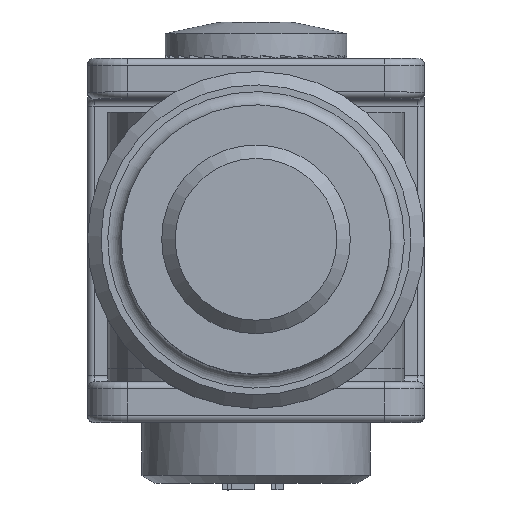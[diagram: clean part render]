
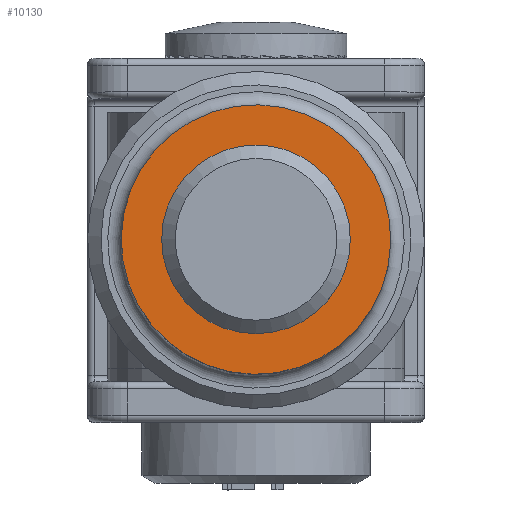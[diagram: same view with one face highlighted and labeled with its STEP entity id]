
A CAD part, top view. The second image highlights one B-rep face of the part: STEP entity #10130.
In plain terms, the highlighted planar face has unit normal (0, 0, 1).
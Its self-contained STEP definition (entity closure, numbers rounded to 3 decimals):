
#254 = DIRECTION ( 'NONE',  ( 1., 0., 0. ) ) ;
#372 = CIRCLE ( 'NONE', #2369, 10. ) ;
#1583 = AXIS2_PLACEMENT_3D ( 'NONE', #9462, #13020, #1902 ) ;
#1902 = DIRECTION ( 'NONE',  ( 1., 0., 0. ) ) ;
#2369 = AXIS2_PLACEMENT_3D ( 'NONE', #6551, #5355, #11481 ) ;
#2955 = VERTEX_POINT ( 'NONE', #13556 ) ;
#4218 = FACE_BOUND ( 'NONE', #11352, .T. ) ;
#4944 = ORIENTED_EDGE ( 'NONE', *, *, #7495, .F. ) ;
#5050 = EDGE_CURVE ( 'NONE', #2955, #2955, #372, .T. ) ;
#5355 = DIRECTION ( 'NONE',  ( 0., 0., 1. ) ) ;
#5416 = FACE_OUTER_BOUND ( 'NONE', #15158, .T. ) ;
#5860 = CIRCLE ( 'NONE', #1583, 6. ) ;
#6551 = CARTESIAN_POINT ( 'NONE',  ( 0., 0., 13. ) ) ;
#7495 = EDGE_CURVE ( 'NONE', #15948, #15948, #5860, .T. ) ;
#8107 = ORIENTED_EDGE ( 'NONE', *, *, #5050, .T. ) ;
#9127 = PLANE ( 'NONE',  #11291 ) ;
#9462 = CARTESIAN_POINT ( 'NONE',  ( 0., 0., 13. ) ) ;
#10130 = ADVANCED_FACE ( 'NONE', ( #4218, #5416 ), #9127, .T. ) ;
#10350 = DIRECTION ( 'NONE',  ( 0., 0., 1. ) ) ;
#11291 = AXIS2_PLACEMENT_3D ( 'NONE', #15260, #10350, #254 ) ;
#11352 = EDGE_LOOP ( 'NONE', ( #4944 ) ) ;
#11481 = DIRECTION ( 'NONE',  ( 1., 0., 0. ) ) ;
#13020 = DIRECTION ( 'NONE',  ( 0., 0., 1. ) ) ;
#13502 = CARTESIAN_POINT ( 'NONE',  ( 6., 0., 13. ) ) ;
#13556 = CARTESIAN_POINT ( 'NONE',  ( 10., 0., 13. ) ) ;
#15158 = EDGE_LOOP ( 'NONE', ( #8107 ) ) ;
#15260 = CARTESIAN_POINT ( 'NONE',  ( 0., 0., 13. ) ) ;
#15948 = VERTEX_POINT ( 'NONE', #13502 ) ;
